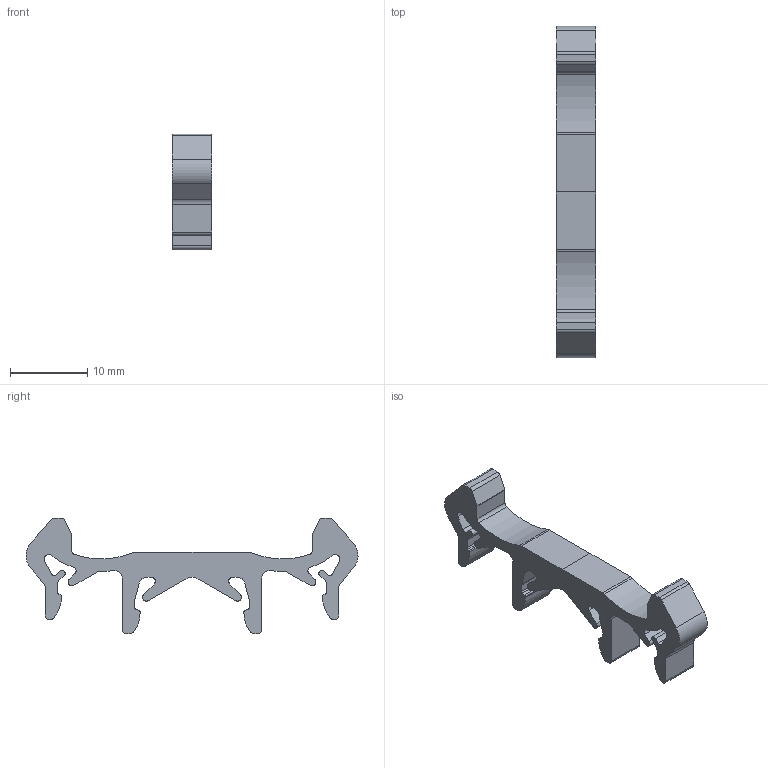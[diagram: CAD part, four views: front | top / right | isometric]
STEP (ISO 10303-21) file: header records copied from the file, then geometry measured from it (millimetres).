
FILE_DESCRIPTION(('CATIA V5R22 STEP214','CAx-IF Rec.Pracs.--- Model Styling and Organization---1.4--- 2014-01-23'),'2;1');
FILE_NAME ('019668-2_0', '2021-06-22T06:12:26+00:00', ('Weidmueller Interface'), ('Weidmueller'), 'CATIA Version 5-6 Release 2016 SP3 HF44', 'CATIA V5 STEP AP214', 'none');
FILE_SCHEMA(('AUTOMOTIVE_DESIGN { 1 0 10303 214 1 1 1 1 }'));
Length unit declared in the file: millimetre
Products named in the file (1): 1723660000
Bounding box: 5.1 x 42.89 x 14.95 mm (x, y, z)
Volume: 1071.4 mm3; surface area: 1367.4 mm2
Topology: 1 solids, 1 shells, 114 faces, 336 edges, 224 vertices
Faces by surface type: cylinder 66, plane 48
Entity records: 3729 total; most frequent: ORIENTED_EDGE 672, CARTESIAN_POINT 671, DIRECTION 556, EDGE_CURVE 336, AXIS2_PLACEMENT_3D 243, VERTEX_POINT 224, VECTOR 204, LINE 204
